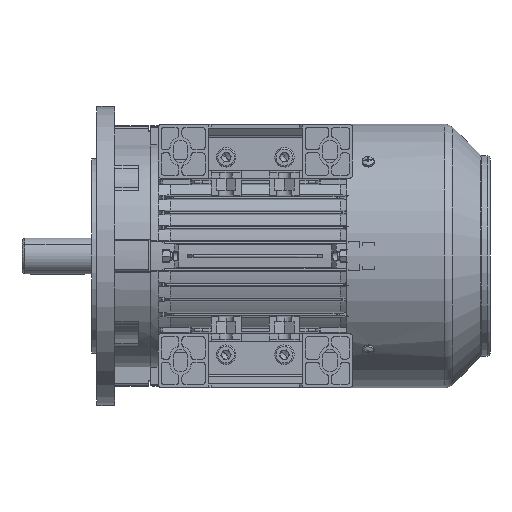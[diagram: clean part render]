
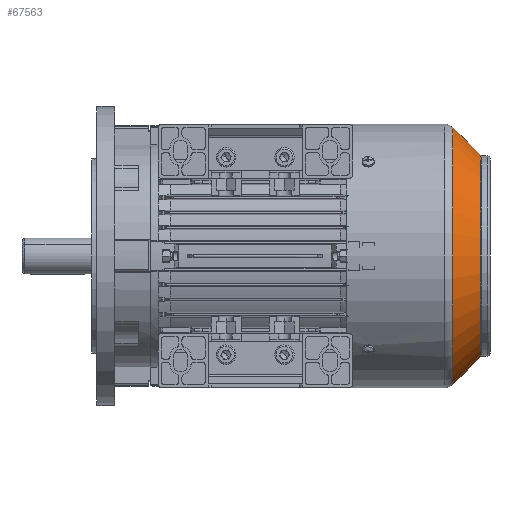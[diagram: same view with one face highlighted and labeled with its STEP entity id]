
A CAD part, front view. The second image highlights one B-rep face of the part: STEP entity #67563.
In plain terms, the highlighted conical face has half-angle 45 degrees and reference radius 67.293 mm.
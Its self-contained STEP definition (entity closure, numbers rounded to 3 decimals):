
#31804 = DIRECTION ( 'NONE',  ( 0., 0., 1. ) ) ;
#31805 = DIRECTION ( 'NONE',  ( -1., 0., 0. ) ) ;
#31806 = CARTESIAN_POINT ( 'NONE',  ( 89.707, 0., 0. ) ) ;
#31812 = AXIS2_PLACEMENT_3D ( 'NONE', #31806, #31805, #31804 ) ;
#31813 = CONICAL_SURFACE ( 'NONE', #31812, 67.293, 0.785 ) ;
#31815 = FACE_OUTER_BOUND ( 'NONE', #87631, .T. ) ;
#31872 = CARTESIAN_POINT ( 'NONE',  ( 71.093, 0., 0. ) ) ;
#31873 = AXIS2_PLACEMENT_3D ( 'NONE', #31872, #31880, #31917 ) ;
#31874 = CIRCLE ( 'NONE', #31873, 85.907 ) ;
#31880 = DIRECTION ( 'NONE',  ( -1., 0., 0. ) ) ;
#31917 = DIRECTION ( 'NONE',  ( 0., 0., 1. ) ) ;
#67563 = ADVANCED_FACE ( 'NONE', ( #31815 ), #31813, .T. ) ;
#67599 = ORIENTED_EDGE ( 'NONE', *, *, #110226, .F. ) ;
#67601 = ORIENTED_EDGE ( 'NONE', *, *, #111285, .T. ) ;
#67604 = ORIENTED_EDGE ( 'NONE', *, *, #108279, .T. ) ;
#67606 = ORIENTED_EDGE ( 'NONE', *, *, #67608, .F. ) ;
#67608 = EDGE_CURVE ( 'NONE', #106465, #106366, #31874, .T. ) ;
#77898 = CARTESIAN_POINT ( 'NONE',  ( 71.093, 0., 85.907 ) ) ;
#78035 = CARTESIAN_POINT ( 'NONE',  ( 71.093, 0., -85.907 ) ) ;
#78315 = CARTESIAN_POINT ( 'NONE',  ( 89.707, 0., 67.293 ) ) ;
#78317 = LINE ( 'NONE', #78315, #78457 ) ;
#78455 = DIRECTION ( 'NONE',  ( -0.707, 0., 0.707 ) ) ;
#78457 = VECTOR ( 'NONE', #78455, 1000. ) ;
#78749 = CARTESIAN_POINT ( 'NONE',  ( 89.707, 0., -67.293 ) ) ;
#78751 = CARTESIAN_POINT ( 'NONE',  ( 89.707, 0., 67.293 ) ) ;
#78794 = DIRECTION ( 'NONE',  ( -0.707, 0., -0.707 ) ) ;
#78795 = VECTOR ( 'NONE', #78794, 1000. ) ;
#78797 = CARTESIAN_POINT ( 'NONE',  ( 89.707, 0., -67.293 ) ) ;
#78798 = LINE ( 'NONE', #78797, #78795 ) ;
#78884 = DIRECTION ( 'NONE',  ( 0., 0., 1. ) ) ;
#78886 = DIRECTION ( 'NONE',  ( -1., 0., 0. ) ) ;
#78888 = CARTESIAN_POINT ( 'NONE',  ( 89.707, 0., 0. ) ) ;
#78889 = AXIS2_PLACEMENT_3D ( 'NONE', #78888, #78886, #78884 ) ;
#78890 = CIRCLE ( 'NONE', #78889, 67.293 ) ;
#87631 = EDGE_LOOP ( 'NONE', ( #67599, #67601, #67604, #67606 ) ) ;
#106366 = VERTEX_POINT ( 'NONE', #77898 ) ;
#106465 = VERTEX_POINT ( 'NONE', #78035 ) ;
#108279 = EDGE_CURVE ( 'NONE', #110306, #106366, #78317, .T. ) ;
#110226 = EDGE_CURVE ( 'NONE', #110334, #106465, #78798, .T. ) ;
#110306 = VERTEX_POINT ( 'NONE', #78751 ) ;
#110334 = VERTEX_POINT ( 'NONE', #78749 ) ;
#111285 = EDGE_CURVE ( 'NONE', #110334, #110306, #78890, .T. ) ;
